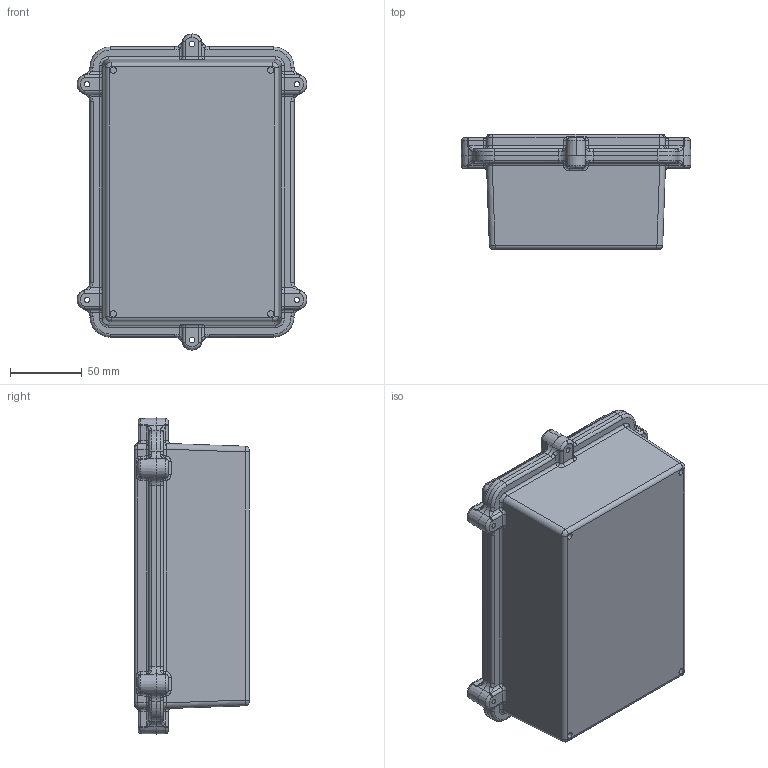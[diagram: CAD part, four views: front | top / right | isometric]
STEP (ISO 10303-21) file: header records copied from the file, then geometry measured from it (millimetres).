
FILE_DESCRIPTION (( 'STEP AP214' ), '1' );
FILE_NAME ('HQ031.STEP', '2010-03-11T01:03:29', ( 'NEF User' ), ( 'NEF User' ), 'SwSTEP 2.0', 'SolidWorks 2010', '' );
FILE_SCHEMA (( 'AUTOMOTIVE_DESIGN' ));
Length unit declared in the file: millimetre
Products named in the file (3): 180X120X65-BASE; 180120X55-COVER; HQ031
Assembly tree (2 placements, depth 2):
  HQ031
    180120X55-COVER
    180X120X65-BASE
Bounding box: 159.95 x 80 x 219.98 mm (x, y, z)
Volume: 280983.9 mm3; surface area: 219404.9 mm2
Topology: 2 solids, 2 shells, 829 faces, 1973 edges, 1089 vertices
Faces by surface type: cylinder 312, plane 161, bspline 152, sphere 72, cone 68, torus 64
Entity records: 46972 total; most frequent: CARTESIAN_POINT 29030, ORIENTED_EDGE 3786, DIRECTION 3714, EDGE_CURVE 1893, AXIS2_PLACEMENT_3D 1499, VERTEX_POINT 1089, EDGE_LOOP 874, FACE_OUTER_BOUND 829
